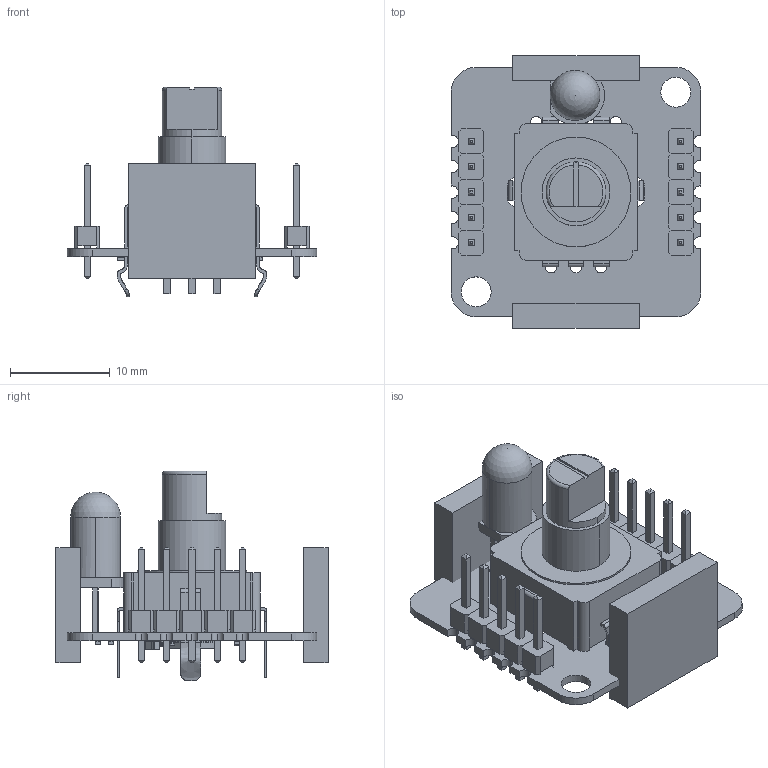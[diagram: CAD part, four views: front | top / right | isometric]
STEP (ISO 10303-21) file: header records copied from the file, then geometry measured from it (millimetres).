
FILE_DESCRIPTION(('Open CASCADE Model'),'2;1');
FILE_NAME('Open CASCADE Shape Model','2020-06-12T10:51:31',('Author'),( 'Open CASCADE'),'Open CASCADE STEP processor 6.8','Open CASCADE 6.8' ,'Unknown');
FILE_SCHEMA(('AUTOMOTIVE_DESIGN { 1 0 10303 214 1 1 1 1 }'));
Length unit declared in the file: millimetre
Products named in the file (42): PCB; Board; Open CASCADE STEP translator 6.8 1.1.1; Open CASCADE STEP translator 6.8 1.1.1.1; R2; User_Library-R_0402; R1; P4; Pin-Header-Male-5Pin; User_Library-Header_Male_5Pin_PinArray; User_Library-Header_Male_5Pin_BodyArray; P3; L1; User_Library-V0402HD; User_Library-V0402HD_K_X_F6rper_1; User_Library-V0402HD_Anschl_X_FCsse_1; P5; 6576396128; Extruded; P6; U1; User_Library-QFN20_4x4x0_8; R11; R10; R9; R8; R4; R3; C4; User_Library-Capacitor_0402; C3; C1; User_Library-CAPC1608X09; C2; R12; D1; User_Library-LED_RGB; R5; Rot1; RotaryEcoder ...
Assembly tree (56 placements, depth 4):
  PCB
    Board
      Open CASCADE STEP translator 6.8 1.1.1
        Open CASCADE STEP translator 6.8 1.1.1.1
    R2
      User_Library-R_0402
    R1
      User_Library-R_0402
    P4
      Pin-Header-Male-5Pin
        User_Library-Header_Male_5Pin_PinArray
        User_Library-Header_Male_5Pin_BodyArray
    P3
      Pin-Header-Male-5Pin
        User_Library-Header_Male_5Pin_PinArray
        User_Library-Header_Male_5Pin_BodyArray
    L1
      User_Library-V0402HD
        User_Library-V0402HD_K_X_F6rper_1
        User_Library-V0402HD_Anschl_X_FCsse_1
    P5
      6576396128
        Extruded
    P6
      6576396128
        Extruded
    U1
      User_Library-QFN20_4x4x0_8
    R11
      User_Library-R_0402
    R10
      User_Library-R_0402
    R9
      User_Library-R_0402
    R8
      User_Library-R_0402
    R4
      User_Library-R_0402
    R3
      User_Library-R_0402
    C4
      User_Library-Capacitor_0402
    C3
      User_Library-Capacitor_0402
    C1
      User_Library-CAPC1608X09
    C2
      User_Library-Capacitor_0402
    R12
      User_Library-R_0402
    D1
      User_Library-LED_RGB
    R5
      User_Library-R_0402
    Rot1
      RotaryEcoder
    R6
      User_Library-R_0402
    R7
      User_Library-R_0402
Bounding box: 25 x 27.28 x 21.03 mm (x, y, z)
Volume: 2843.8 mm3; surface area: 4153.6 mm2
Topology: 77 solids, 80 shells, 2157 faces, 5322 edges, 3364 vertices
Faces by surface type: plane 1482, bspline 388, cylinder 237, sphere 49, torus 1
Full cylindrical faces by diameter (mm): 0.9 x4, 1 x10, 1.15 x3, 1.2 x3, 3 x2
Entity records: 33089 total; most frequent: CARTESIAN_POINT 7206, ORIENTED_EDGE 4178, DIRECTION 4016, EDGE_CURVE 2089, LINE 1622, VECTOR 1622, VERTEX_POINT 1320, AXIS2_PLACEMENT_3D 1197
